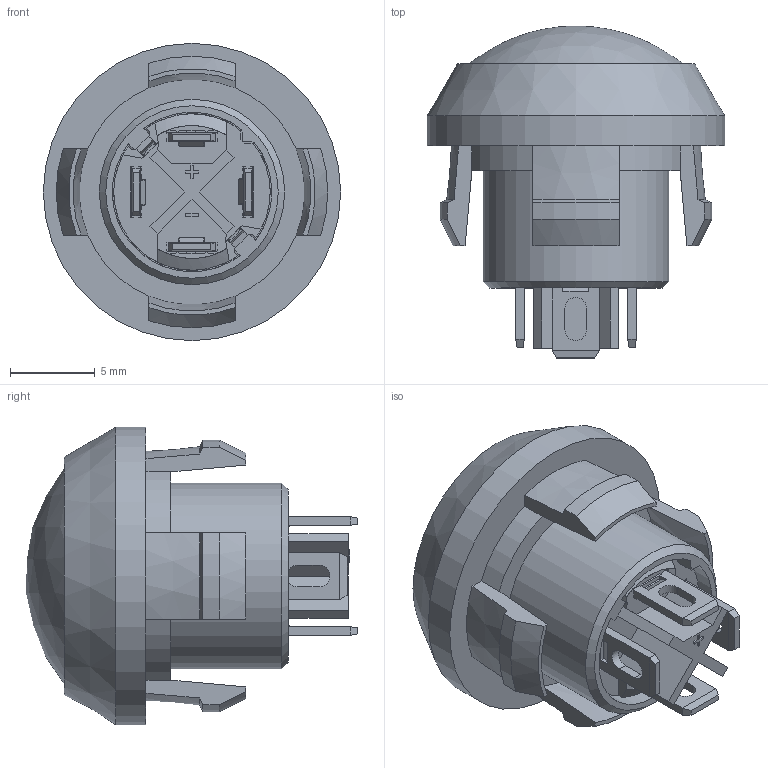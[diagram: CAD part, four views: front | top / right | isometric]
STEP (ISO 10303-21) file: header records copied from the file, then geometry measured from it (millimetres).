
FILE_DESCRIPTION(/* description */ (''),/* implementation_level */ '2;1');
FILE_NAME(/* name */ 'L Series Snap In Model.stp',/* time_stamp */ '2023-02-21T15:26:44-05:00',/* author */ ('dwiltbank'),/* organization */ (''),/* preprocessor_version */ 'ST-DEVELOPER v18.1',/* originating_system */ 'Autodesk Inventor 2022',/* authorisation */ '');
FILE_SCHEMA (('AUTOMOTIVE_DESIGN { 1 0 10303 214 3 1 1 }'));
Length unit declared in the file: inch
Products named in the file (1): Assembly Snap in  type_Simplify_1
Bounding box: 17.53 x 19.56 x 17.53 mm (x, y, z)
Volume: 1648.1 mm3; surface area: 3249.6 mm2
Topology: 1 solids, 1 shells, 789 faces, 2257 edges, 1421 vertices
Faces by surface type: plane 521, cylinder 162, cone 43, torus 25, sphere 21, bspline 17
Full cylindrical faces by diameter (mm): 3.2 x1, 3.429 x1, 4.699 x1, 4.851 x1, 5.415 x1, 6.116 x1, 7.01 x1, 9.195 x1, 10.922 x1, 12.696 x1, 12.903 x1, 17.526 x1
Entity records: 28322 total; most frequent: CARTESIAN_POINT 6669, ORIENTED_EDGE 4474, DIRECTION 4249, EDGE_CURVE 2237, LINE 1565, VECTOR 1565, VERTEX_POINT 1421, AXIS2_PLACEMENT_3D 1342
